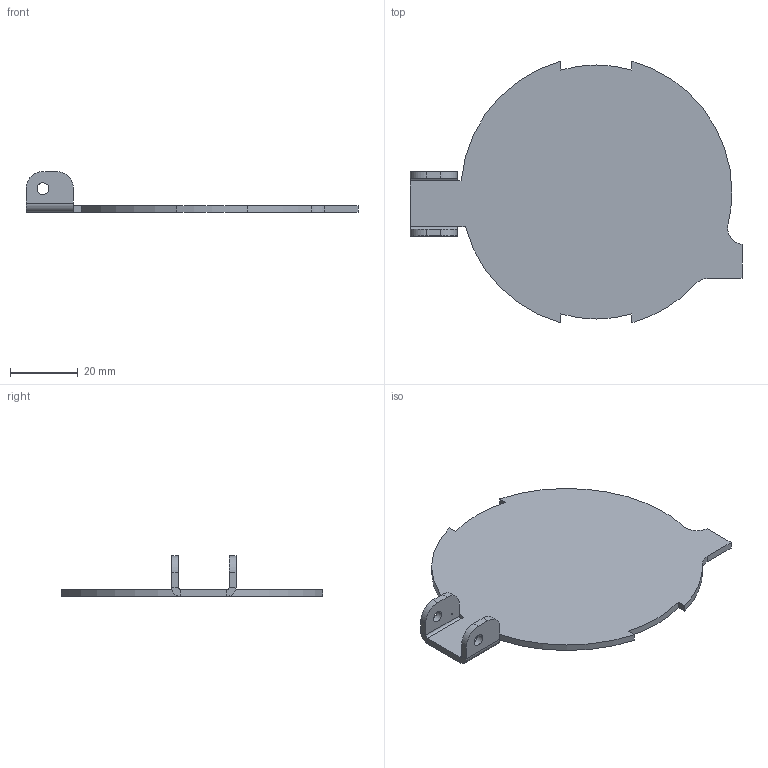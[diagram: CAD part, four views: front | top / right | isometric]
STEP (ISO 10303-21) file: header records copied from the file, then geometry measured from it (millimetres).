
FILE_DESCRIPTION (( 'STEP AP203' ), '1' );
FILE_NAME ('Deployer_3_door_16_06_2016.STEP', '2016-06-16T08:45:40', ( '' ), ( '' ), 'SwSTEP 2.0', 'SolidWorks 2015', '' );
FILE_SCHEMA (( 'CONFIG_CONTROL_DESIGN' ));
Length unit declared in the file: millimetre
Products named in the file (1): Deployer_3_door_16_06_2016
Bounding box: 98 x 77.19 x 12 mm (x, y, z)
Volume: 11042.9 mm3; surface area: 11779.1 mm2
Topology: 1 solids, 1 shells, 49 faces, 125 edges, 78 vertices
Faces by surface type: plane 25, cylinder 24
Entity records: 1568 total; most frequent: DIRECTION 273, CARTESIAN_POINT 253, ORIENTED_EDGE 250, EDGE_CURVE 125, AXIS2_PLACEMENT_3D 98, VERTEX_POINT 78, LINE 77, VECTOR 77
